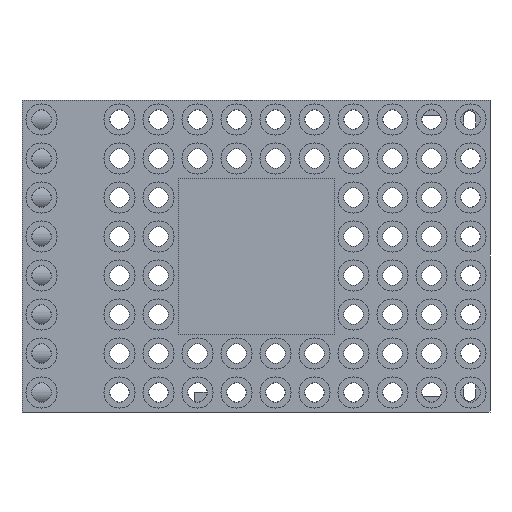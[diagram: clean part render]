
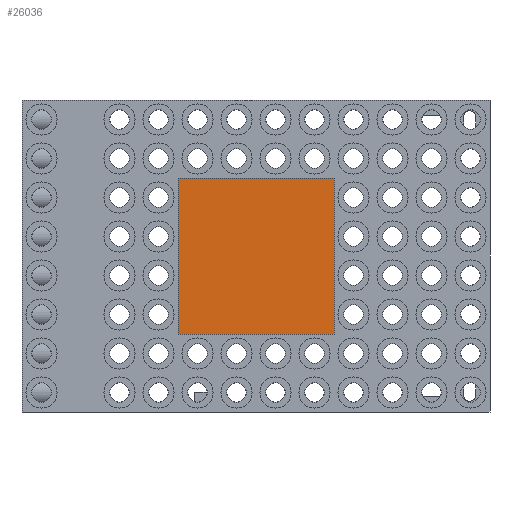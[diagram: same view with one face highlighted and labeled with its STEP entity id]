
A CAD part, front view. The second image highlights one B-rep face of the part: STEP entity #26036.
In plain terms, the highlighted planar face has unit normal (0, -1, 0).
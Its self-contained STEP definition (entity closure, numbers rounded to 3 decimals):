
#1016=PLANE('',#29324);
#2288=FACE_OUTER_BOUND('',#3942,.T.);
#3942=EDGE_LOOP('',(#22747,#22748,#22749,#22750));
#6153=LINE('',#45698,#7779);
#6155=LINE('',#45702,#7781);
#6157=LINE('',#45706,#7783);
#6159=LINE('',#45709,#7785);
#7779=VECTOR('',#37474,40.);
#7781=VECTOR('',#37478,40.);
#7783=VECTOR('',#37482,40.);
#7785=VECTOR('',#37486,40.);
#11611=VERTEX_POINT('',#45695);
#11612=VERTEX_POINT('',#45697);
#11613=VERTEX_POINT('',#45701);
#11614=VERTEX_POINT('',#45705);
#15320=EDGE_CURVE('',#11612,#11611,#6153,.T.);
#15322=EDGE_CURVE('',#11613,#11612,#6155,.T.);
#15324=EDGE_CURVE('',#11614,#11613,#6157,.T.);
#15326=EDGE_CURVE('',#11611,#11614,#6159,.T.);
#22747=ORIENTED_EDGE('',*,*,#15320,.T.);
#22748=ORIENTED_EDGE('',*,*,#15326,.T.);
#22749=ORIENTED_EDGE('',*,*,#15324,.T.);
#22750=ORIENTED_EDGE('',*,*,#15322,.T.);
#26036=ADVANCED_FACE('',(#2288),#1016,.F.);
#29324=AXIS2_PLACEMENT_3D('',#45710,#37487,#37488);
#37474=DIRECTION('',(0.,0.,1.));
#37478=DIRECTION('',(1.,0.,0.));
#37482=DIRECTION('',(0.,0.,-1.));
#37486=DIRECTION('',(-1.,0.,0.));
#37487=DIRECTION('center_axis',(0.,1.,0.));
#37488=DIRECTION('ref_axis',(0.,0.,1.));
#45695=CARTESIAN_POINT('',(20.,0.5,20.));
#45697=CARTESIAN_POINT('',(20.,0.5,-20.));
#45698=CARTESIAN_POINT('',(20.,0.5,-20.));
#45701=CARTESIAN_POINT('',(-20.,0.5,-20.));
#45702=CARTESIAN_POINT('',(-20.,0.5,-20.));
#45705=CARTESIAN_POINT('',(-20.,0.5,20.));
#45706=CARTESIAN_POINT('',(-20.,0.5,20.));
#45709=CARTESIAN_POINT('',(20.,0.5,20.));
#45710=CARTESIAN_POINT('Origin',(0.,0.5,0.));
